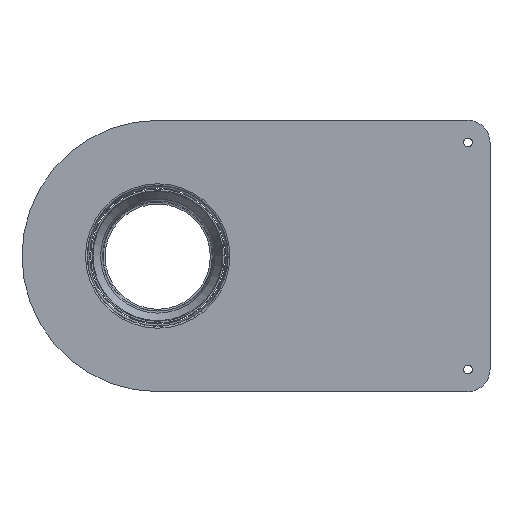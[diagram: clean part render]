
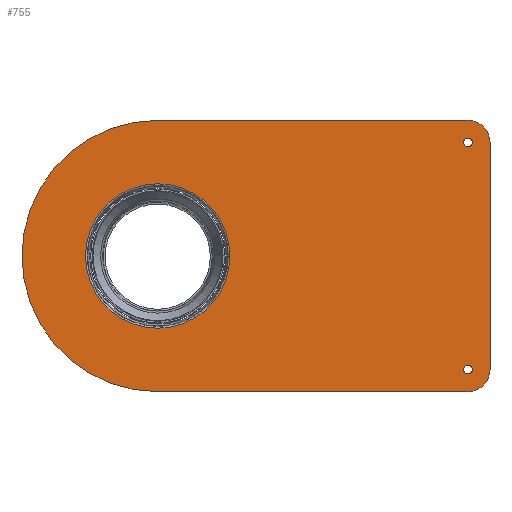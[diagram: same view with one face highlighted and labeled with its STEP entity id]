
A CAD part, top view. The second image highlights one B-rep face of the part: STEP entity #755.
In plain terms, the highlighted planar face has unit normal (0, 0, 1).
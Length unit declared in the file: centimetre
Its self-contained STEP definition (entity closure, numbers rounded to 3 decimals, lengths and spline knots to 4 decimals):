
#29=FACE_BOUND('',#236,.T.);
#30=FACE_BOUND('',#237,.T.);
#31=FACE_BOUND('',#238,.T.);
#68=CIRCLE('',#884,20.);
#70=CIRCLE('',#888,20.);
#72=CIRCLE('',#891,4.);
#74=CIRCLE('',#894,4.);
#76=CIRCLE('',#897,122.5);
#86=CIRCLE('',#913,65.1782);
#180=FACE_OUTER_BOUND('',#235,.T.);
#235=EDGE_LOOP('',(#549,#550,#551,#552,#553,#554));
#236=EDGE_LOOP('',(#555));
#237=EDGE_LOOP('',(#556));
#238=EDGE_LOOP('',(#557));
#284=VERTEX_POINT('',#1352);
#285=VERTEX_POINT('',#1354);
#287=VERTEX_POINT('',#1360);
#289=VERTEX_POINT('',#1366);
#291=VERTEX_POINT('',#1372);
#293=VERTEX_POINT('',#1378);
#295=VERTEX_POINT('',#1384);
#297=VERTEX_POINT('',#1390);
#305=VERTEX_POINT('',#1419);
#363=EDGE_CURVE('',#284,#285,#806,.T.);
#367=EDGE_CURVE('',#284,#287,#68,.T.);
#370=EDGE_CURVE('',#289,#287,#811,.T.);
#373=EDGE_CURVE('',#291,#289,#70,.T.);
#376=EDGE_CURVE('',#293,#293,#72,.T.);
#379=EDGE_CURVE('',#295,#295,#74,.T.);
#381=EDGE_CURVE('',#285,#297,#76,.T.);
#384=EDGE_CURVE('',#297,#291,#817,.T.);
#397=EDGE_CURVE('',#305,#305,#86,.T.);
#549=ORIENTED_EDGE('',*,*,#384,.F.);
#550=ORIENTED_EDGE('',*,*,#381,.F.);
#551=ORIENTED_EDGE('',*,*,#363,.F.);
#552=ORIENTED_EDGE('',*,*,#367,.T.);
#553=ORIENTED_EDGE('',*,*,#370,.F.);
#554=ORIENTED_EDGE('',*,*,#373,.F.);
#555=ORIENTED_EDGE('',*,*,#376,.T.);
#556=ORIENTED_EDGE('',*,*,#379,.T.);
#557=ORIENTED_EDGE('',*,*,#397,.F.);
#734=PLANE('',#915);
#755=ADVANCED_FACE('',(#180,#29,#30,#31),#734,.T.);
#806=LINE('',#1355,#844);
#811=LINE('',#1368,#849);
#817=LINE('',#1395,#855);
#844=VECTOR('',#1030,1.);
#849=VECTOR('',#1043,1.);
#855=VECTOR('',#1075,1.);
#884=AXIS2_PLACEMENT_3D('',#1362,#1037,#1038);
#888=AXIS2_PLACEMENT_3D('',#1374,#1049,#1050);
#891=AXIS2_PLACEMENT_3D('',#1380,#1056,#1057);
#894=AXIS2_PLACEMENT_3D('',#1386,#1063,#1064);
#897=AXIS2_PLACEMENT_3D('',#1391,#1069,#1070);
#913=AXIS2_PLACEMENT_3D('',#1421,#1107,#1108);
#915=AXIS2_PLACEMENT_3D('',#1423,#1111,#1112);
#1030=DIRECTION('',(-1.,0.,0.));
#1037=DIRECTION('center_axis',(0.,0.,1.));
#1038=DIRECTION('ref_axis',(1.,0.,0.));
#1043=DIRECTION('',(0.,-1.,0.));
#1049=DIRECTION('center_axis',(0.,0.,-1.));
#1050=DIRECTION('ref_axis',(1.,0.,0.));
#1056=DIRECTION('center_axis',(0.,0.,-1.));
#1057=DIRECTION('ref_axis',(1.,0.,0.));
#1063=DIRECTION('center_axis',(0.,0.,-1.));
#1064=DIRECTION('ref_axis',(1.,0.,0.));
#1069=DIRECTION('center_axis',(0.,0.,-1.));
#1070=DIRECTION('ref_axis',(1.,0.,0.));
#1075=DIRECTION('',(1.,0.,0.));
#1107=DIRECTION('center_axis',(0.,0.,1.));
#1108=DIRECTION('ref_axis',(1.,0.,0.));
#1111=DIRECTION('center_axis',(0.,0.,1.));
#1112=DIRECTION('ref_axis',(1.,0.,0.));
#1352=CARTESIAN_POINT('',(280.,-122.5,268.));
#1354=CARTESIAN_POINT('',(0.,-122.5,268.));
#1355=CARTESIAN_POINT('',(300.,-122.5,268.));
#1360=CARTESIAN_POINT('',(300.,-102.5,268.));
#1362=CARTESIAN_POINT('Origin',(280.,-102.5,268.));
#1366=CARTESIAN_POINT('',(300.,102.5,268.));
#1368=CARTESIAN_POINT('',(300.,122.5,268.));
#1372=CARTESIAN_POINT('',(280.,122.5,268.));
#1374=CARTESIAN_POINT('Origin',(280.,102.5,268.));
#1378=CARTESIAN_POINT('',(276.,102.5,268.));
#1380=CARTESIAN_POINT('Origin',(280.,102.5,268.));
#1384=CARTESIAN_POINT('',(276.,-102.5,268.));
#1386=CARTESIAN_POINT('Origin',(280.,-102.5,268.));
#1390=CARTESIAN_POINT('',(0.,122.5,268.));
#1391=CARTESIAN_POINT('Origin',(0.,0.,
268.));
#1395=CARTESIAN_POINT('',(91.75,122.5,268.));
#1419=CARTESIAN_POINT('',(0.,65.1782,268.));
#1421=CARTESIAN_POINT('Origin',(0.,0.,
268.));
#1423=CARTESIAN_POINT('Origin',(0.,0.,268.));
